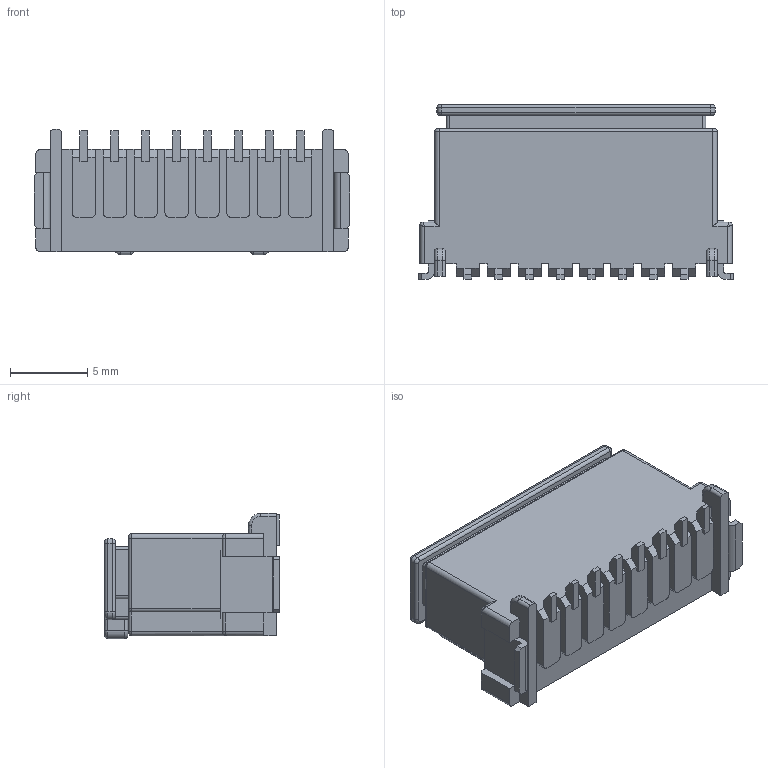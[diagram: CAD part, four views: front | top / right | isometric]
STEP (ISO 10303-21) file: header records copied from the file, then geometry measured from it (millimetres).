
FILE_DESCRIPTION (( 'STEP AP214' ), '1' );
FILE_NAME ('C_020 S SMT 8P V.STEP', '2019-02-13T00:06:08', ( 'Personal' ), ( 'Microsoft' ), 'SwSTEP 2.0', 'SolidWorks 2014', '' );
FILE_SCHEMA (( 'AUTOMOTIVE_DESIGN' ));
Length unit declared in the file: millimetre
Products named in the file (3): C_020 S 8F HSG; C_020 S SMT 8M VTC Ass`y; C_020 S SMT 8P V
Assembly tree (2 placements, depth 2):
  C_020 S SMT 8P V
    C_020 S SMT 8M VTC Ass`y
    C_020 S 8F HSG
Bounding box: 20.39 x 11.3 x 8.11 mm (x, y, z)
Volume: 1138.2 mm3; surface area: 2044.2 mm2
Topology: 2 solids, 2 shells, 832 faces, 2129 edges, 1300 vertices
Faces by surface type: plane 468, cylinder 233, torus 65, bspline 50, sphere 16
Entity records: 26772 total; most frequent: CARTESIAN_POINT 6938, ORIENTED_EDGE 4198, DIRECTION 3972, EDGE_CURVE 2099, LINE 1512, VECTOR 1512, VERTEX_POINT 1300, AXIS2_PLACEMENT_3D 1230
